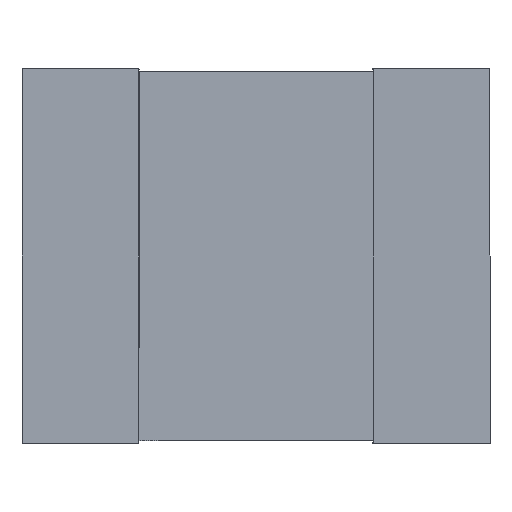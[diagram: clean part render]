
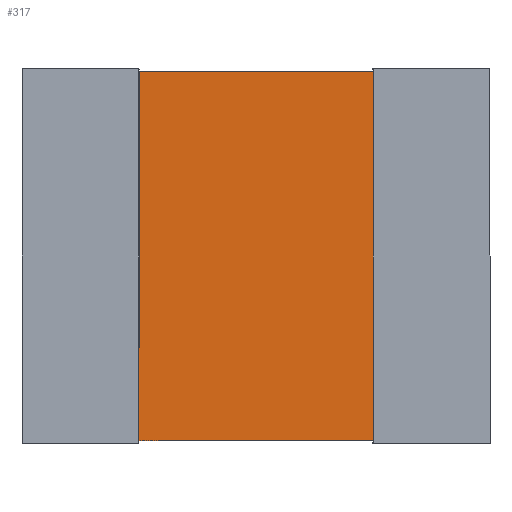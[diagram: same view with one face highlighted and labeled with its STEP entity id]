
A CAD part, front view. The second image highlights one B-rep face of the part: STEP entity #317.
In plain terms, the highlighted planar face has unit normal (0, -1, 0).
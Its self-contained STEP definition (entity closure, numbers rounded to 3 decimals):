
#33 = LINE ( 'NONE', #421, #886 ) ;
#67 = VECTOR ( 'NONE', #582, 1000. ) ;
#75 = DIRECTION ( 'NONE',  ( 1., 0., 0. ) ) ;
#76 = DIRECTION ( 'NONE',  ( 0., 0., -1. ) ) ;
#87 = CARTESIAN_POINT ( 'NONE',  ( -0.5, 0., 0.79 ) ) ;
#108 = ORIENTED_EDGE ( 'NONE', *, *, #231, .F. ) ;
#152 = EDGE_CURVE ( 'NONE', #856, #210, #554, .T. ) ;
#202 = VECTOR ( 'NONE', #386, 1000. ) ;
#210 = VERTEX_POINT ( 'NONE', #294 ) ;
#231 = EDGE_CURVE ( 'NONE', #856, #603, #33, .T. ) ;
#242 = DIRECTION ( 'NONE',  ( 0., 1., 0. ) ) ;
#265 = CARTESIAN_POINT ( 'NONE',  ( 0.5, 0., 0.79 ) ) ;
#266 = EDGE_CURVE ( 'NONE', #603, #396, #382, .T. ) ;
#294 = CARTESIAN_POINT ( 'NONE',  ( -0.5, 0., -0.79 ) ) ;
#317 = ADVANCED_FACE ( 'NONE', ( #800 ), #822, .F. ) ;
#382 = LINE ( 'NONE', #723, #67 ) ;
#386 = DIRECTION ( 'NONE',  ( -1., 0., 0. ) ) ;
#396 = VERTEX_POINT ( 'NONE', #615 ) ;
#421 = CARTESIAN_POINT ( 'NONE',  ( 1., 0., 0.79 ) ) ;
#448 = DIRECTION ( 'NONE',  ( 0., 0., 1. ) ) ;
#461 = CARTESIAN_POINT ( 'NONE',  ( -0.5, 0., -0.79 ) ) ;
#477 = EDGE_CURVE ( 'NONE', #396, #210, #699, .T. ) ;
#532 = ORIENTED_EDGE ( 'NONE', *, *, #152, .T. ) ;
#549 = EDGE_LOOP ( 'NONE', ( #108, #532, #591, #623 ) ) ;
#554 = LINE ( 'NONE', #461, #817 ) ;
#582 = DIRECTION ( 'NONE',  ( 0., 0., -1. ) ) ;
#585 = CARTESIAN_POINT ( 'NONE',  ( 0., 0., 0. ) ) ;
#591 = ORIENTED_EDGE ( 'NONE', *, *, #477, .F. ) ;
#603 = VERTEX_POINT ( 'NONE', #265 ) ;
#615 = CARTESIAN_POINT ( 'NONE',  ( 0.5, 0., -0.79 ) ) ;
#623 = ORIENTED_EDGE ( 'NONE', *, *, #266, .F. ) ;
#699 = LINE ( 'NONE', #838, #202 ) ;
#723 = CARTESIAN_POINT ( 'NONE',  ( 0.5, 0., -0.79 ) ) ;
#759 = AXIS2_PLACEMENT_3D ( 'NONE', #585, #242, #448 ) ;
#800 = FACE_OUTER_BOUND ( 'NONE', #549, .T. ) ;
#817 = VECTOR ( 'NONE', #76, 1000. ) ;
#822 = PLANE ( 'NONE',  #759 ) ;
#838 = CARTESIAN_POINT ( 'NONE',  ( 1., 0., -0.79 ) ) ;
#856 = VERTEX_POINT ( 'NONE', #87 ) ;
#886 = VECTOR ( 'NONE', #75, 1000. ) ;
